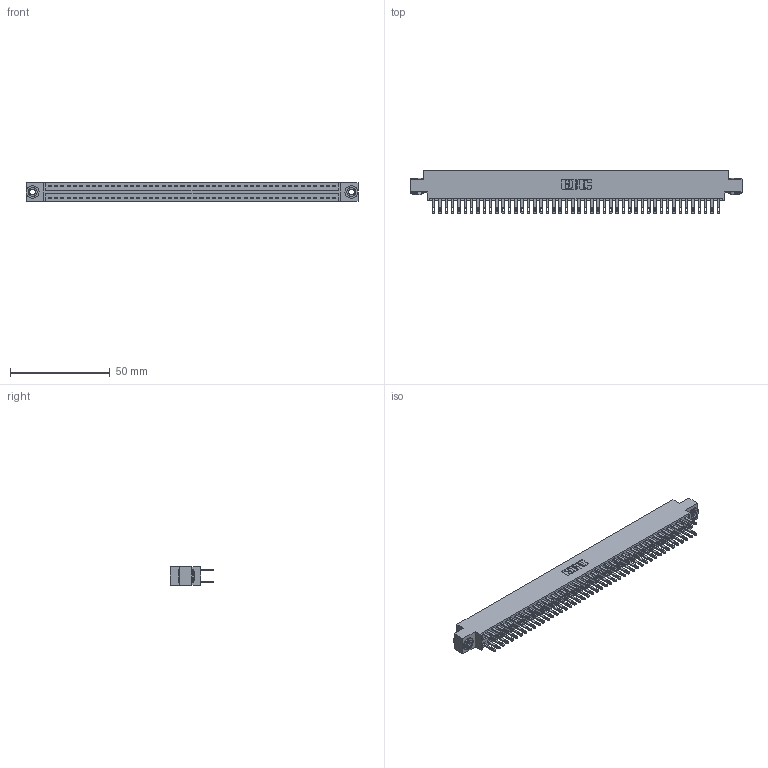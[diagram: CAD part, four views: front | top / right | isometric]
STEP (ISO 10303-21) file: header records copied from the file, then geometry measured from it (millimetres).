
FILE_DESCRIPTION (( 'STEP AP203' ), '1' );
FILE_NAME ('346-092-500-803.STEP', '2018-08-30T02:51:28', ( '' ), ( '' ), 'SwSTEP 2.0', 'SolidWorks 2016', '' );
FILE_SCHEMA (( 'CONFIG_CONTROL_DESIGN' ));
Length unit declared in the file: inch
Products named in the file (4): 346-092-500-803; 346 Part_0.170 Offset - 0.156 Dia-TH; 345-292-001_345-293-100; 345-250-002_345-250-002-102
Assembly tree (95 placements, depth 2):
  346-092-500-803
    346 Part_0.170 Offset - 0.156 Dia-TH
    345-292-001_345-293-100  x92
    345-250-002_345-250-002-102  x2
Bounding box: 166.62 x 21.84 x 9.4 mm (x, y, z)
Volume: 16424.9 mm3; surface area: 23996.7 mm2
Topology: 95 solids, 95 shells, 4580 faces, 13941 edges, 9290 vertices
Faces by surface type: plane 2758, cylinder 1814, cone 8
Entity records: 30194 total; most frequent: CARTESIAN_POINT 4947, ORIENTED_EDGE 4874, DIRECTION 4443, EDGE_CURVE 2437, LINE 2093, VECTOR 2093, VERTEX_POINT 1622, AXIS2_PLACEMENT_3D 1175
